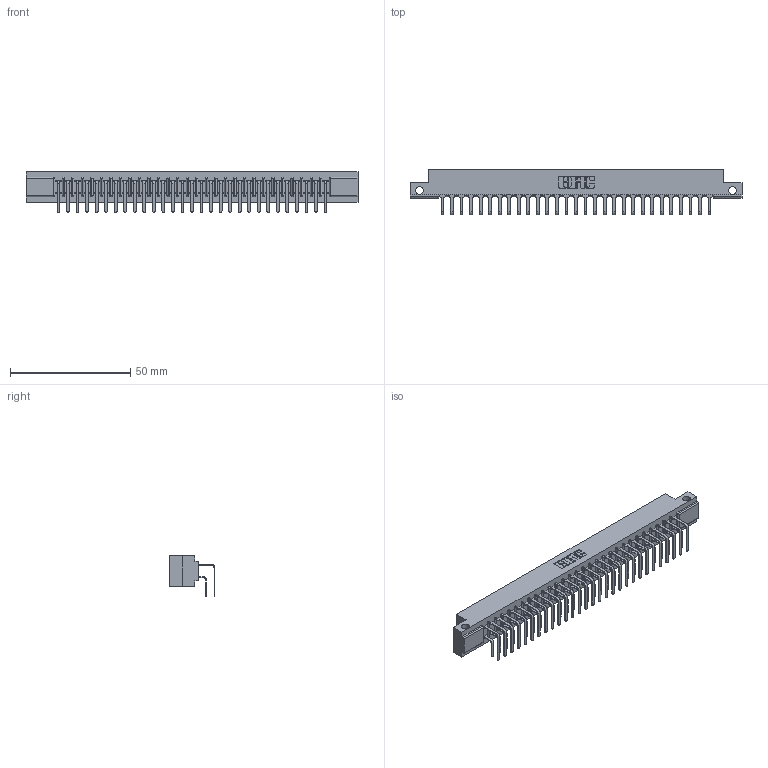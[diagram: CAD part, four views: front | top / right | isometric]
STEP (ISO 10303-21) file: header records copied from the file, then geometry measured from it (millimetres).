
FILE_DESCRIPTION (( 'STEP AP203' ), '1' );
FILE_NAME ('307-058-458-212.STEP', '2020-09-30T13:00:51', ( '' ), ( '' ), 'SwSTEP 2.0', 'SolidWorks 2020', '' );
FILE_SCHEMA (( 'CONFIG_CONTROL_DESIGN' ));
Length unit declared in the file: inch
Products named in the file (4): 307-058-458-212; 307-290-001_558 559 - 1 (Single); 307 Part_.128 Dia Side Mounting Holes; 307-290-001_558 - 2 (Single)
Assembly tree (59 placements, depth 2):
  307-058-458-212
    307 Part_.128 Dia Side Mounting Holes
    307-290-001_558 559 - 1 (Single)  x29
    307-290-001_558 - 2 (Single)  x29
Bounding box: 137.92 x 18.96 x 16.8 mm (x, y, z)
Volume: 14689.3 mm3; surface area: 19194.2 mm2
Topology: 59 solids, 59 shells, 3048 faces, 8559 edges, 5546 vertices
Faces by surface type: plane 1984, cylinder 1004, sphere 60
Entity records: 28841 total; most frequent: CARTESIAN_POINT 4723, ORIENTED_EDGE 4678, DIRECTION 4631, EDGE_CURVE 2339, LINE 1787, VECTOR 1787, VERTEX_POINT 1514, AXIS2_PLACEMENT_3D 1422
